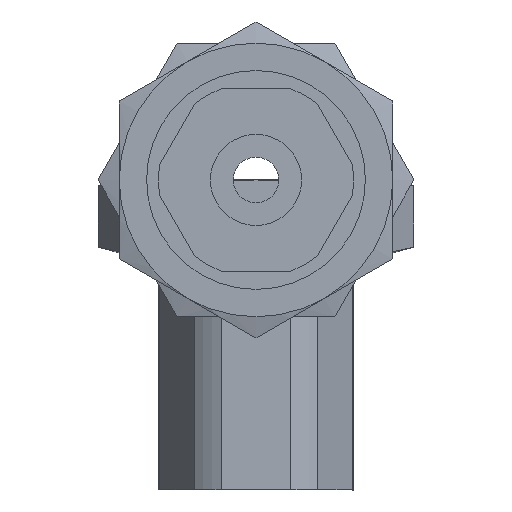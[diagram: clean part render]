
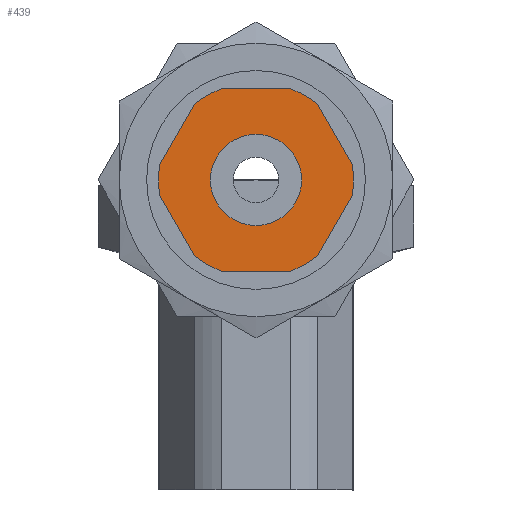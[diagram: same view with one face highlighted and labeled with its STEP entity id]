
A CAD part, front view. The second image highlights one B-rep face of the part: STEP entity #439.
In plain terms, the highlighted planar face has unit normal (0, -1, 0).
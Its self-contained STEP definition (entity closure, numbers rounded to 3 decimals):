
#439 = ADVANCED_FACE( '    NONE', ( #684, #685 ), #686, .T. );
#684 = FACE_BOUND( '', #857, .T. );
#685 = FACE_OUTER_BOUND( '', #858, .T. );
#686 = PLANE( '', #859 );
#857 = EDGE_LOOP( '', ( #1143 ) );
#858 = EDGE_LOOP( '', ( #1144, #1145, #1146, #1147, #1148, #1149, #1150, #1151, #1152, #1153, #1154, #1155 ) );
#859 = AXIS2_PLACEMENT_3D( '', #1156, #1157, #1158 );
#1143 = ORIENTED_EDGE( '', *, *, #1491, .T. );
#1144 = ORIENTED_EDGE( '', *, *, #1515, .F. );
#1145 = ORIENTED_EDGE( '', *, *, #1523, .F. );
#1146 = ORIENTED_EDGE( '', *, *, #1531, .F. );
#1147 = ORIENTED_EDGE( '', *, *, #1532, .T. );
#1148 = ORIENTED_EDGE( '', *, *, #1528, .F. );
#1149 = ORIENTED_EDGE( '', *, *, #1521, .T. );
#1150 = ORIENTED_EDGE( '', *, *, #1527, .F. );
#1151 = ORIENTED_EDGE( '', *, *, #1519, .T. );
#1152 = ORIENTED_EDGE( '', *, *, #1525, .F. );
#1153 = ORIENTED_EDGE( '', *, *, #1494, .T. );
#1154 = ORIENTED_EDGE( '', *, *, #1498, .F. );
#1155 = ORIENTED_EDGE( '', *, *, #1526, .F. );
#1156 = CARTESIAN_POINT( '', ( -5.414, -47.5, 5. ) );
#1157 = DIRECTION( '', ( 0., -1., 0. ) );
#1158 = DIRECTION( '', ( 0., 0., -1. ) );
#1491 = EDGE_CURVE( '', #1631, #1631, #1632, .T. );
#1494 = EDGE_CURVE( '', #1638, #1636, #1639, .F. );
#1498 = EDGE_CURVE( '', #1643, #1636, #1645, .T. );
#1515 = EDGE_CURVE( '', #1675, #1677, #1678, .T. );
#1519 = EDGE_CURVE( '', #1680, #1682, #1684, .F. );
#1521 = EDGE_CURVE( '', #1687, #1685, #1688, .F. );
#1523 = EDGE_CURVE( '', #1690, #1675, #1691, .T. );
#1525 = EDGE_CURVE( '', #1638, #1682, #1693, .T. );
#1526 = EDGE_CURVE( '', #1677, #1643, #1694, .T. );
#1527 = EDGE_CURVE( '', #1680, #1685, #1695, .F. );
#1528 = EDGE_CURVE( '', #1687, #1696, #1697, .T. );
#1531 = EDGE_CURVE( '', #1699, #1690, #1701, .T. );
#1532 = EDGE_CURVE( '', #1699, #1696, #1702, .F. );
#1631 = VERTEX_POINT( '', #1787 );
#1632 = CIRCLE( '', #1788, 2.5 );
#1636 = VERTEX_POINT( '', #1792 );
#1638 = VERTEX_POINT( '', #1795 );
#1639 = CIRCLE( '', #1796, 5.35 );
#1643 = VERTEX_POINT( '', #1802 );
#1645 = LINE( '', #1805, #1806 );
#1675 = VERTEX_POINT( '', #1841 );
#1677 = VERTEX_POINT( '', #1844 );
#1678 = LINE( '', #1845, #1846 );
#1680 = VERTEX_POINT( '', #1849 );
#1682 = VERTEX_POINT( '', #1852 );
#1684 = CIRCLE( '', #1855, 5.35 );
#1685 = VERTEX_POINT( '', #1856 );
#1687 = VERTEX_POINT( '', #1859 );
#1688 = CIRCLE( '', #1860, 5.35 );
#1690 = VERTEX_POINT( '', #1863 );
#1691 = CIRCLE( '', #1864, 5.35 );
#1693 = LINE( '', #1867, #1868 );
#1694 = CIRCLE( '', #1869, 5.35 );
#1695 = LINE( '', #1870, #1871 );
#1696 = VERTEX_POINT( '', #1872 );
#1697 = LINE( '', #1873, #1874 );
#1699 = VERTEX_POINT( '', #1877 );
#1701 = LINE( '', #1880, #1881 );
#1702 = CIRCLE( '', #1882, 5.35 );
#1787 = CARTESIAN_POINT( '', ( 0., -47.5, 2.5 ) );
#1788 = AXIS2_PLACEMENT_3D( '', #1993, #1994, #1995 );
#1792 = CARTESIAN_POINT( '', ( -1.903, -47.5, -5. ) );
#1795 = CARTESIAN_POINT( '', ( -3.378, -47.5, -4.148 ) );
#1796 = AXIS2_PLACEMENT_3D( '', #2000, #2001, #2002 );
#1802 = CARTESIAN_POINT( '', ( 1.903, -47.5, -5. ) );
#1805 = CARTESIAN_POINT( '', ( 1.903, -47.5, -5. ) );
#1806 = VECTOR( '', #2006, 1000. );
#1841 = CARTESIAN_POINT( '', ( 5.282, -47.5, -0.852 ) );
#1844 = CARTESIAN_POINT( '', ( 3.378, -47.5, -4.148 ) );
#1845 = CARTESIAN_POINT( '', ( 5.282, -47.5, -0.852 ) );
#1846 = VECTOR( '', #2043, 1000. );
#1849 = CARTESIAN_POINT( '', ( -5.282, -47.5, 0.852 ) );
#1852 = CARTESIAN_POINT( '', ( -5.282, -47.5, -0.852 ) );
#1855 = AXIS2_PLACEMENT_3D( '', #2047, #2048, #2049 );
#1856 = CARTESIAN_POINT( '', ( -3.378, -47.5, 4.148 ) );
#1859 = CARTESIAN_POINT( '', ( -1.903, -47.5, 5. ) );
#1860 = AXIS2_PLACEMENT_3D( '', #2051, #2052, #2053 );
#1863 = CARTESIAN_POINT( '', ( 5.282, -47.5, 0.852 ) );
#1864 = AXIS2_PLACEMENT_3D( '', #2055, #2056, #2057 );
#1867 = CARTESIAN_POINT( '', ( -3.378, -47.5, -4.148 ) );
#1868 = VECTOR( '', #2059, 1000. );
#1869 = AXIS2_PLACEMENT_3D( '', #2060, #2061, #2062 );
#1870 = CARTESIAN_POINT( '', ( -3.378, -47.5, 4.148 ) );
#1871 = VECTOR( '', #2063, 1000. );
#1872 = CARTESIAN_POINT( '', ( 1.903, -47.5, 5. ) );
#1873 = CARTESIAN_POINT( '', ( -1.903, -47.5, 5. ) );
#1874 = VECTOR( '', #2064, 1000. );
#1877 = CARTESIAN_POINT( '', ( 3.378, -47.5, 4.148 ) );
#1880 = CARTESIAN_POINT( '', ( 3.378, -47.5, 4.148 ) );
#1881 = VECTOR( '', #2067, 1000. );
#1882 = AXIS2_PLACEMENT_3D( '', #2068, #2069, #2070 );
#1993 = CARTESIAN_POINT( '', ( 0., -47.5, 0. ) );
#1994 = DIRECTION( '', ( 0., 1., 0. ) );
#1995 = DIRECTION( '', ( 0., 0., 1. ) );
#2000 = CARTESIAN_POINT( '', ( 0., -47.5, 0. ) );
#2001 = DIRECTION( '', ( 0., 1., 0. ) );
#2002 = DIRECTION( '', ( 0., 0., 1. ) );
#2006 = DIRECTION( '', ( -1., 0., 0. ) );
#2043 = DIRECTION( '', ( -0.5, 0., -0.866 ) );
#2047 = CARTESIAN_POINT( '', ( 0., -47.5, 0. ) );
#2048 = DIRECTION( '', ( 0., 1., 0. ) );
#2049 = DIRECTION( '', ( -1., 0., 0. ) );
#2051 = CARTESIAN_POINT( '', ( 0., -47.5, 0. ) );
#2052 = DIRECTION( '', ( 0., 1., 0. ) );
#2053 = DIRECTION( '', ( 0., 0., 1. ) );
#2055 = CARTESIAN_POINT( '', ( 0., -47.5, 0. ) );
#2056 = DIRECTION( '', ( 0., 1., 0. ) );
#2057 = DIRECTION( '', ( -1., 0., 0. ) );
#2059 = DIRECTION( '', ( -0.5, 0., 0.866 ) );
#2060 = CARTESIAN_POINT( '', ( 0., -47.5, 0. ) );
#2061 = DIRECTION( '', ( 0., 1., 0. ) );
#2062 = DIRECTION( '', ( 0., 0., 1. ) );
#2063 = DIRECTION( '', ( -0.5, 0., -0.866 ) );
#2064 = DIRECTION( '', ( 1., 0., 0. ) );
#2067 = DIRECTION( '', ( 0.5, 0., -0.866 ) );
#2068 = CARTESIAN_POINT( '', ( 0., -47.5, 0. ) );
#2069 = DIRECTION( '', ( 0., 1., 0. ) );
#2070 = DIRECTION( '', ( 0., 0., 1. ) );
